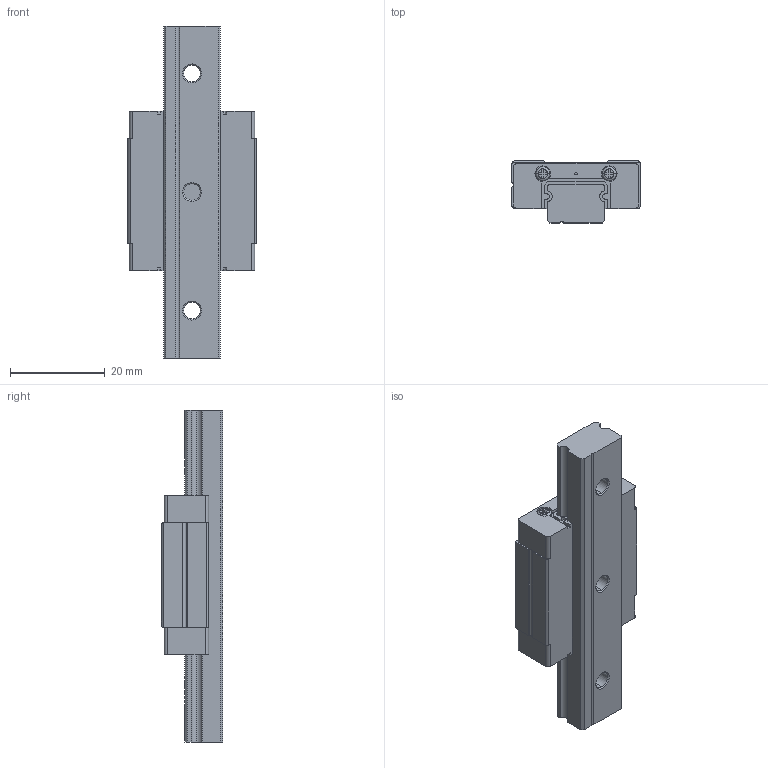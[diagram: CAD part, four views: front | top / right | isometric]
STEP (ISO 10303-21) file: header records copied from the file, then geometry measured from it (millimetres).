
FILE_DESCRIPTION (( 'STEP AP214' ), '1' );
FILE_NAME ('C_SM12N_Assy.STEP', '2024-12-16T09:10:34', ( 'user' ), ( '' ), 'SwSTEP 2.0', 'SolidWorks 2023', '' );
FILE_SCHEMA (( 'AUTOMOTIVE_DESIGN' ));
Length unit declared in the file: millimetre
Products named in the file (3): C_SM12_Rail; C_SM12N_block; C_SM12N_Assy
Assembly tree (2 placements, depth 2):
  C_SM12N_Assy
    C_SM12N_block
    C_SM12_Rail
Bounding box: 27 x 13 x 70 mm (x, y, z)
Volume: 12573.3 mm3; surface area: 6854.4 mm2
Topology: 2 solids, 2 shells, 267 faces, 722 edges, 464 vertices
Faces by surface type: plane 153, cylinder 78, cone 28, torus 8
Entity records: 8498 total; most frequent: CARTESIAN_POINT 1684, ORIENTED_EDGE 1428, DIRECTION 1394, EDGE_CURVE 714, AXIS2_PLACEMENT_3D 472, VERTEX_POINT 464, VECTOR 450, LINE 450
